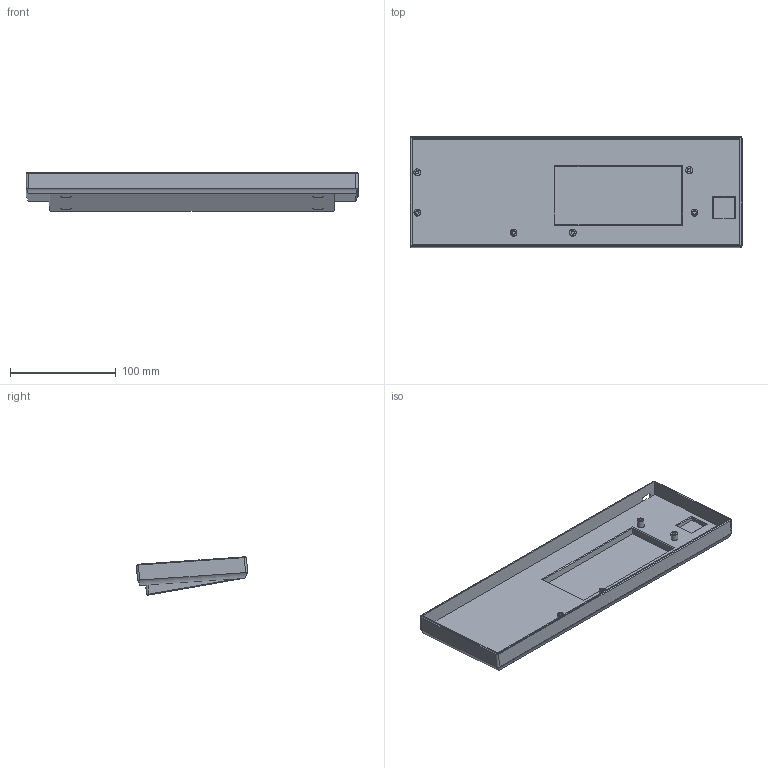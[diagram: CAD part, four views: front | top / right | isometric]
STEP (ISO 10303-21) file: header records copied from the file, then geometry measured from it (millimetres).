
FILE_DESCRIPTION(/* description */ (''),/* implementation_level */ '2;1');
FILE_NAME(/* name */ 'Case.step',/* time_stamp */ '2025-07-15T21:29:21+07:00',/* author */ (''),/* organization */ (''),/* preprocessor_version */ 'ST-DEVELOPER v20.1',/* originating_system */ 'Autodesk Translation Framework v14.10.0.0',/* authorisation */ '');
FILE_SCHEMA (('AUTOMOTIVE_DESIGN { 1 0 10303 214 3 1 1 }'));
Length unit declared in the file: millimetre
Products named in the file (1): 2025-07-15-21-29-21-456
Bounding box: 313.96 x 105.15 x 36.48 mm (x, y, z)
Volume: 294394.1 mm3; surface area: 99376.7 mm2
Topology: 1 solids, 1 shells, 112 faces, 247 edges, 156 vertices
Faces by surface type: plane 74, cylinder 28, cone 6, bspline 4
Full cylindrical faces by diameter (mm): 3.3 x6, 6.3 x6, 10.2 x4
Entity records: 3193 total; most frequent: CARTESIAN_POINT 668, DIRECTION 507, ORIENTED_EDGE 494, EDGE_CURVE 247, LINE 173, VECTOR 173, AXIS2_PLACEMENT_3D 167, VERTEX_POINT 156
